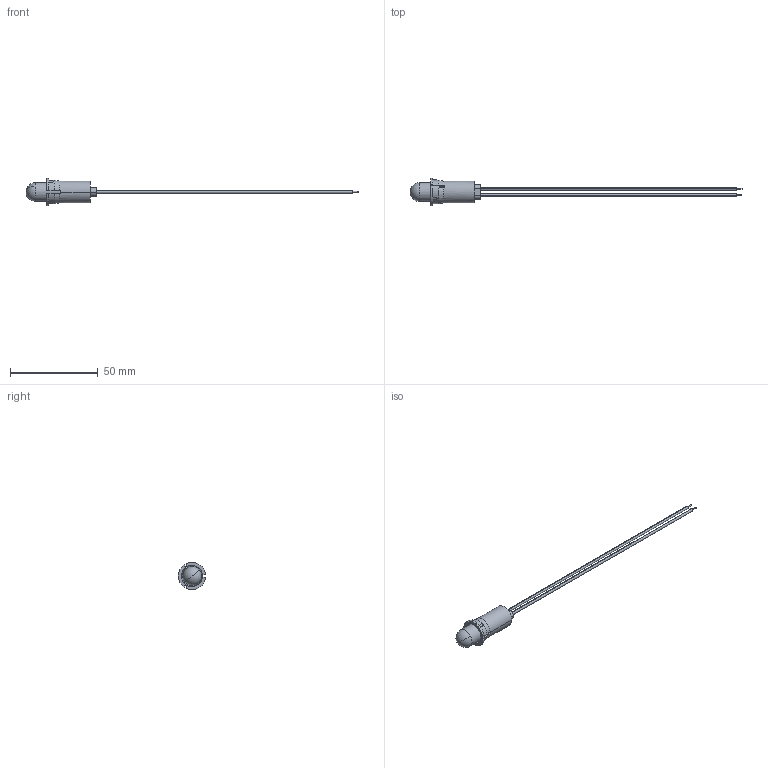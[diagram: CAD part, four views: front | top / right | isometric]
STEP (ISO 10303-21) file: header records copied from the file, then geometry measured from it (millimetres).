
FILE_DESCRIPTION (( 'STEP AP214' ), '1' );
FILE_NAME ('32-22.STEP', '2019-05-14T20:17:27', ( 'user' ), ( 'Microsoft' ), 'SwSTEP 2.0', 'SolidWorks 2018', '' );
FILE_SCHEMA (( 'AUTOMOTIVE_DESIGN' ));
Length unit declared in the file: foot
Products named in the file (4): _20 AWG Solid Wire_06"; -941-098-XXX; 91016402xx; 32-22
Assembly tree (4 placements, depth 2):
  32-22
    91016402xx
    -941-098-XXX
    _20 AWG Solid Wire_06"  x2
Bounding box: 189.13 x 15.6 x 15.61 mm (x, y, z)
Volume: 2308.7 mm3; surface area: 5169.3 mm2
Topology: 4 solids, 4 shells, 265 faces, 687 edges, 443 vertices
Faces by surface type: cylinder 124, plane 75, torus 36, sphere 16, cone 14
Entity records: 8591 total; most frequent: CARTESIAN_POINT 2067, DIRECTION 1343, ORIENTED_EDGE 1316, EDGE_CURVE 658, AXIS2_PLACEMENT_3D 561, VERTEX_POINT 424, CIRCLE 301, EDGE_LOOP 270
